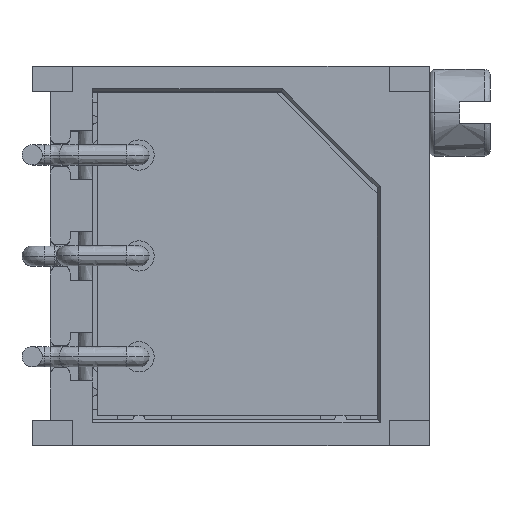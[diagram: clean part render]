
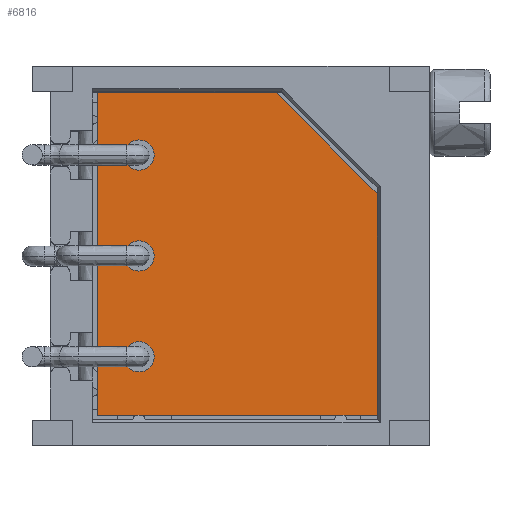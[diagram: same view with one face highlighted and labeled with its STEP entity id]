
A CAD part, top view. The second image highlights one B-rep face of the part: STEP entity #6816.
In plain terms, the highlighted free-form (B-spline) face has degree [1, 1] with [2, 2] control points.
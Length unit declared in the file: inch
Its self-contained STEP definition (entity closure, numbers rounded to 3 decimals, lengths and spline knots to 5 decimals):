
#1427=DIRECTION('',(-1.,0.,0.));
#1428=VECTOR('',#1427,0.03165);
#1429=CARTESIAN_POINT('',(0.136,-0.158,0.132));
#1430=LINE('',#1429,#1428);
#1434=DIRECTION('',(-1.,0.,0.));
#1435=VECTOR('',#1434,0.1913);
#1436=CARTESIAN_POINT('',(0.09565,-0.158,0.132));
#1437=LINE('',#1436,#1435);
#1441=DIRECTION('',(-1.,0.,0.));
#1442=VECTOR('',#1441,0.03665);
#1443=CARTESIAN_POINT('',(-0.10435,-0.158,0.132));
#1444=LINE('',#1443,#1442);
#1448=DIRECTION('',(0.,1.,0.));
#1449=VECTOR('',#1448,0.02051);
#1450=CARTESIAN_POINT('',(-0.141,-0.158,0.132));
#1451=LINE('',#1450,#1449);
#1455=DIRECTION('',(0.,1.,0.));
#1456=VECTOR('',#1455,0.26503);
#1457=CARTESIAN_POINT('',(-0.141,-0.13251,0.132));
#1458=LINE('',#1457,#1456);
#1462=DIRECTION('',(0.,1.,0.));
#1463=VECTOR('',#1462,0.02451);
#1464=CARTESIAN_POINT('',(-0.141,0.13749,0.132));
#1465=LINE('',#1464,#1463);
#1469=DIRECTION('',(1.,0.,0.));
#1470=VECTOR('',#1469,0.177);
#1471=CARTESIAN_POINT('',(-0.141,0.162,0.132));
#1472=LINE('',#1471,#1470);
#1476=DIRECTION('',(0.707,-0.707,0.));
#1477=VECTOR('',#1476,0.14142);
#1478=CARTESIAN_POINT('',(0.036,0.162,0.132));
#1479=LINE('',#1478,#1477);
#1483=CARTESIAN_POINT('',(-0.1,-0.1,0.132));
#1484=DIRECTION('',(0.,0.,1.));
#1485=DIRECTION('',(0.,-1.,0.));
#1486=AXIS2_PLACEMENT_3D('',#1483,#1484,#1485);
#1491=CARTESIAN_POINT('',(-0.1,-0.1,0.132));
#1492=DIRECTION('',(0.,0.,1.));
#1493=DIRECTION('',(0.,1.,0.));
#1494=AXIS2_PLACEMENT_3D('',#1491,#1492,#1493);
#1499=CARTESIAN_POINT('',(-0.1,0.,0.132));
#1500=DIRECTION('',(0.,0.,1.));
#1501=DIRECTION('',(0.,-1.,0.));
#1502=AXIS2_PLACEMENT_3D('',#1499,#1500,#1501);
#1507=CARTESIAN_POINT('',(-0.1,0.,0.132));
#1508=DIRECTION('',(0.,0.,1.));
#1509=DIRECTION('',(0.,1.,0.));
#1510=AXIS2_PLACEMENT_3D('',#1507,#1508,#1509);
#1515=CARTESIAN_POINT('',(-0.1,0.1,0.132));
#1516=DIRECTION('',(0.,0.,1.));
#1517=DIRECTION('',(0.,-1.,0.));
#1518=AXIS2_PLACEMENT_3D('',#1515,#1516,#1517);
#1523=CARTESIAN_POINT('',(-0.1,0.1,0.132));
#1524=DIRECTION('',(0.,0.,1.));
#1525=DIRECTION('',(0.,1.,0.));
#1526=AXIS2_PLACEMENT_3D('',#1523,#1524,#1525);
#1594=DIRECTION('',(-1.,0.,0.));
#1595=VECTOR('',#1594,0.0087);
#1596=CARTESIAN_POINT('',(0.10435,-0.158,0.132));
#1597=LINE('',#1596,#1595);
#1601=DIRECTION('',(-1.,0.,0.));
#1602=VECTOR('',#1601,0.0087);
#1603=CARTESIAN_POINT('',(-0.09565,-0.158,0.132));
#1604=LINE('',#1603,#1602);
#1961=DIRECTION('',(0.,1.,0.));
#1962=VECTOR('',#1961,0.00497);
#1963=CARTESIAN_POINT('',(-0.141,-0.13749,0.132));
#1964=LINE('',#1963,#1962);
#1968=DIRECTION('',(0.,1.,0.));
#1969=VECTOR('',#1968,0.00497);
#1970=CARTESIAN_POINT('',(-0.141,0.13251,0.132));
#1971=LINE('',#1970,#1969);
#2529=DIRECTION('',(0.,-1.,0.));
#2530=VECTOR('',#2529,0.22);
#2531=CARTESIAN_POINT('',(0.136,0.062,0.132));
#2532=LINE('',#2531,#2530);
#5190=CARTESIAN_POINT('',(-0.141,0.162,0.132));
#5191=CARTESIAN_POINT('',(0.036,0.162,0.132));
#5192=VERTEX_POINT('',#5190);
#5193=VERTEX_POINT('',#5191);
#5220=CARTESIAN_POINT('',(0.136,0.062,0.132));
#5221=CARTESIAN_POINT('',(0.136,-0.158,0.132));
#5222=VERTEX_POINT('',#5220);
#5223=VERTEX_POINT('',#5221);
#5256=CARTESIAN_POINT('',(-0.09565,-0.158,0.132));
#5257=VERTEX_POINT('',#5256);
#5260=CARTESIAN_POINT('',(-0.10435,-0.158,0.132));
#5261=VERTEX_POINT('',#5260);
#5266=CARTESIAN_POINT('',(0.09565,-0.158,0.132));
#5267=VERTEX_POINT('',#5266);
#5270=CARTESIAN_POINT('',(0.10435,-0.158,0.132));
#5271=VERTEX_POINT('',#5270);
#5276=CARTESIAN_POINT('',(-0.141,-0.13749,0.132));
#5277=VERTEX_POINT('',#5276);
#5280=CARTESIAN_POINT('',(-0.141,-0.13251,0.132));
#5281=VERTEX_POINT('',#5280);
#5286=CARTESIAN_POINT('',(-0.141,0.13749,0.132));
#5287=VERTEX_POINT('',#5286);
#5290=CARTESIAN_POINT('',(-0.141,0.13251,0.132));
#5291=VERTEX_POINT('',#5290);
#5292=CARTESIAN_POINT('',(-0.141,-0.158,0.132));
#5293=VERTEX_POINT('',#5292);
#5338=CARTESIAN_POINT('',(-0.1,-0.115,0.132));
#5339=CARTESIAN_POINT('',(-0.1,-0.085,0.132));
#5340=VERTEX_POINT('',#5338);
#5341=VERTEX_POINT('',#5339);
#5410=CARTESIAN_POINT('',(-0.1,-0.015,0.132));
#5411=CARTESIAN_POINT('',(-0.1,0.015,0.132));
#5412=VERTEX_POINT('',#5410);
#5413=VERTEX_POINT('',#5411);
#5462=CARTESIAN_POINT('',(-0.1,0.085,0.132));
#5463=CARTESIAN_POINT('',(-0.1,0.115,0.132));
#5464=VERTEX_POINT('',#5462);
#5465=VERTEX_POINT('',#5463);
#6768=CARTESIAN_POINT('',(-0.14654,-0.1644,0.132));
#6769=CARTESIAN_POINT('',(0.14154,-0.1644,0.132));
#6770=CARTESIAN_POINT('',(-0.14654,0.1684,0.132));
#6771=CARTESIAN_POINT('',(0.14154,0.1684,0.132));
#6772=B_SPLINE_SURFACE_WITH_KNOTS('',1,1,((#6768,#6769),(#6770,#6771)),
.UNSPECIFIED.,.F.,.F.,.F.,(2,2),(2,2),(-0.0064,0.3264),(-0.00554,0.28254),
.UNSPECIFIED.);
#6774=ORIENTED_EDGE('',*,*,#6773,.T.);
#6776=ORIENTED_EDGE('',*,*,#6775,.T.);
#6778=ORIENTED_EDGE('',*,*,#6777,.T.);
#6780=ORIENTED_EDGE('',*,*,#6779,.T.);
#6782=ORIENTED_EDGE('',*,*,#6781,.T.);
#6783=ORIENTED_EDGE('',*,*,#6728,.T.);
#6785=ORIENTED_EDGE('',*,*,#6784,.T.);
#6786=ORIENTED_EDGE('',*,*,#6744,.T.);
#6788=ORIENTED_EDGE('',*,*,#6787,.T.);
#6789=ORIENTED_EDGE('',*,*,#6760,.T.);
#6791=ORIENTED_EDGE('',*,*,#6790,.T.);
#6793=ORIENTED_EDGE('',*,*,#6792,.T.);
#6795=ORIENTED_EDGE('',*,*,#6794,.T.);
#6796=EDGE_LOOP('',(#6774,#6776,#6778,#6780,#6782,#6783,#6785,#6786,#6788,#6789,
#6791,#6793,#6795));
#6797=FACE_OUTER_BOUND('',#6796,.F.);
#6799=ORIENTED_EDGE('',*,*,#6798,.T.);
#6801=ORIENTED_EDGE('',*,*,#6800,.T.);
#6802=EDGE_LOOP('',(#6799,#6801));
#6803=FACE_BOUND('',#6802,.F.);
#6805=ORIENTED_EDGE('',*,*,#6804,.T.);
#6807=ORIENTED_EDGE('',*,*,#6806,.T.);
#6808=EDGE_LOOP('',(#6805,#6807));
#6809=FACE_BOUND('',#6808,.F.);
#6811=ORIENTED_EDGE('',*,*,#6810,.T.);
#6813=ORIENTED_EDGE('',*,*,#6812,.T.);
#6814=EDGE_LOOP('',(#6811,#6813));
#6815=FACE_BOUND('',#6814,.F.);
#6816=ADVANCED_FACE('',(#6797,#6803,#6809,#6815),#6772,.F.);
#1487=CIRCLE('',#1486,0.015);
#1495=CIRCLE('',#1494,0.015);
#1503=CIRCLE('',#1502,0.015);
#1511=CIRCLE('',#1510,0.015);
#1519=CIRCLE('',#1518,0.015);
#1527=CIRCLE('',#1526,0.015);
#6728=EDGE_CURVE('',#5293,#5277,#1451,.T.);
#6744=EDGE_CURVE('',#5281,#5291,#1458,.T.);
#6760=EDGE_CURVE('',#5287,#5192,#1465,.T.);
#6773=EDGE_CURVE('',#5223,#5271,#1430,.T.);
#6775=EDGE_CURVE('',#5271,#5267,#1597,.T.);
#6777=EDGE_CURVE('',#5267,#5257,#1437,.T.);
#6779=EDGE_CURVE('',#5257,#5261,#1604,.T.);
#6781=EDGE_CURVE('',#5261,#5293,#1444,.T.);
#6784=EDGE_CURVE('',#5277,#5281,#1964,.T.);
#6787=EDGE_CURVE('',#5291,#5287,#1971,.T.);
#6790=EDGE_CURVE('',#5192,#5193,#1472,.T.);
#6792=EDGE_CURVE('',#5193,#5222,#1479,.T.);
#6794=EDGE_CURVE('',#5222,#5223,#2532,.T.);
#6798=EDGE_CURVE('',#5340,#5341,#1487,.T.);
#6800=EDGE_CURVE('',#5341,#5340,#1495,.T.);
#6804=EDGE_CURVE('',#5412,#5413,#1503,.T.);
#6806=EDGE_CURVE('',#5413,#5412,#1511,.T.);
#6810=EDGE_CURVE('',#5464,#5465,#1519,.T.);
#6812=EDGE_CURVE('',#5465,#5464,#1527,.T.);
